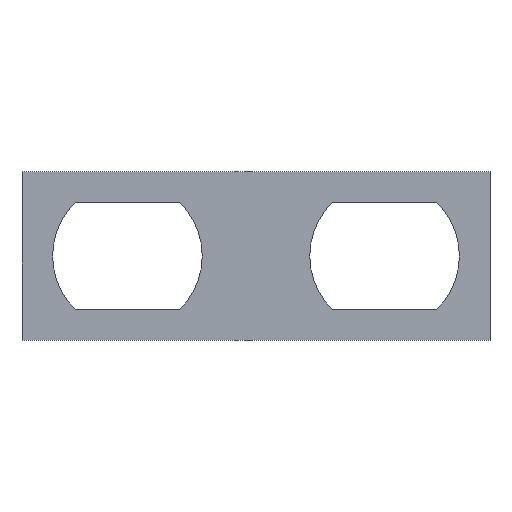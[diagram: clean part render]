
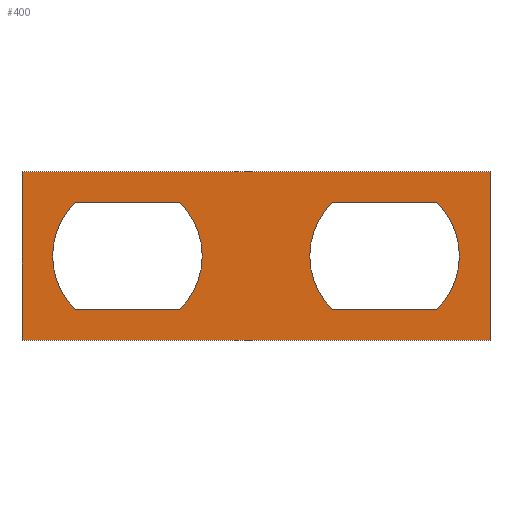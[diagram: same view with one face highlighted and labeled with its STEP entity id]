
A CAD part, top view. The second image highlights one B-rep face of the part: STEP entity #400.
In plain terms, the highlighted planar face has unit normal (0, 0, 1).
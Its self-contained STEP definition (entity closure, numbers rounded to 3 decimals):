
#189=AXIS2_PLACEMENT_3D('Circle Axis2P3D',#187,#188,$) ;
#282=AXIS2_PLACEMENT_3D('Circle Axis2P3D',#280,#281,$) ;
#352=AXIS2_PLACEMENT_3D('Plane Axis2P3D',#349,#350,#351) ;
#362=AXIS2_PLACEMENT_3D('Circle Axis2P3D',#360,#361,$) ;
#378=AXIS2_PLACEMENT_3D('Circle Axis2P3D',#376,#377,$) ;
#60=CARTESIAN_POINT('Vertex',(0.,0.,0.8)) ;
#74=CARTESIAN_POINT('Vertex',(11.1,0.,0.8)) ;
#77=CARTESIAN_POINT('Line Origine',(5.55,0.,0.8)) ;
#105=CARTESIAN_POINT('Vertex',(11.1,4.,0.8)) ;
#108=CARTESIAN_POINT('Line Origine',(11.1,2.,0.8)) ;
#136=CARTESIAN_POINT('Vertex',(0.,4.,0.8)) ;
#139=CARTESIAN_POINT('Line Origine',(5.55,4.,0.8)) ;
#161=CARTESIAN_POINT('Line Origine',(0.,2.,0.8)) ;
#182=CARTESIAN_POINT('Vertex',(1.265,3.275,0.8)) ;
#187=CARTESIAN_POINT('Axis2P3D Location',(2.5,2.,0.8)) ;
#191=CARTESIAN_POINT('Vertex',(1.265,0.725,0.8)) ;
#222=CARTESIAN_POINT('Vertex',(3.735,3.275,0.8)) ;
#227=CARTESIAN_POINT('Line Origine',(2.5,3.275,0.8)) ;
#249=CARTESIAN_POINT('Line Origine',(2.5,0.725,0.8)) ;
#253=CARTESIAN_POINT('Vertex',(3.735,0.725,0.8)) ;
#280=CARTESIAN_POINT('Axis2P3D Location',(2.5,2.,0.8)) ;
#349=CARTESIAN_POINT('Axis2P3D Location',(0.,0.,0.8)) ;
#360=CARTESIAN_POINT('Axis2P3D Location',(8.6,2.,0.8)) ;
#364=CARTESIAN_POINT('Vertex',(9.835,0.725,0.8)) ;
#366=CARTESIAN_POINT('Vertex',(9.835,3.275,0.8)) ;
#369=CARTESIAN_POINT('Line Origine',(8.6,0.725,0.8)) ;
#373=CARTESIAN_POINT('Vertex',(7.365,0.725,0.8)) ;
#376=CARTESIAN_POINT('Axis2P3D Location',(8.6,2.,0.8)) ;
#380=CARTESIAN_POINT('Vertex',(7.365,3.275,0.8)) ;
#383=CARTESIAN_POINT('Line Origine',(8.6,3.275,0.8)) ;
#78=DIRECTION('Vector Direction',(1.,0.,0.)) ;
#109=DIRECTION('Vector Direction',(0.,1.,0.)) ;
#140=DIRECTION('Vector Direction',(-1.,0.,0.)) ;
#162=DIRECTION('Vector Direction',(0.,-1.,0.)) ;
#188=DIRECTION('Axis2P3D Direction',(0.,0.,1.)) ;
#228=DIRECTION('Vector Direction',(1.,0.,0.)) ;
#250=DIRECTION('Vector Direction',(-1.,0.,0.)) ;
#281=DIRECTION('Axis2P3D Direction',(0.,0.,1.)) ;
#350=DIRECTION('Axis2P3D Direction',(0.,0.,1.)) ;
#351=DIRECTION('Axis2P3D XDirection',(1.,0.,0.)) ;
#361=DIRECTION('Axis2P3D Direction',(0.,0.,1.)) ;
#370=DIRECTION('Vector Direction',(-1.,0.,0.)) ;
#377=DIRECTION('Axis2P3D Direction',(0.,0.,1.)) ;
#384=DIRECTION('Vector Direction',(1.,0.,0.)) ;
#79=VECTOR('Line Direction',#78,1.) ;
#110=VECTOR('Line Direction',#109,1.) ;
#141=VECTOR('Line Direction',#140,1.) ;
#163=VECTOR('Line Direction',#162,1.) ;
#229=VECTOR('Line Direction',#228,1.) ;
#251=VECTOR('Line Direction',#250,1.) ;
#371=VECTOR('Line Direction',#370,1.) ;
#385=VECTOR('Line Direction',#384,1.) ;
#355=ORIENTED_EDGE('',*,*,#81,.T.) ;
#356=ORIENTED_EDGE('',*,*,#112,.T.) ;
#357=ORIENTED_EDGE('',*,*,#143,.T.) ;
#358=ORIENTED_EDGE('',*,*,#165,.T.) ;
#389=ORIENTED_EDGE('',*,*,#368,.F.) ;
#390=ORIENTED_EDGE('',*,*,#375,.F.) ;
#391=ORIENTED_EDGE('',*,*,#382,.F.) ;
#392=ORIENTED_EDGE('',*,*,#387,.F.) ;
#395=ORIENTED_EDGE('',*,*,#284,.F.) ;
#396=ORIENTED_EDGE('',*,*,#255,.F.) ;
#397=ORIENTED_EDGE('',*,*,#193,.F.) ;
#398=ORIENTED_EDGE('',*,*,#231,.F.) ;
#393=FACE_BOUND('',#388,.T.) ;
#399=FACE_BOUND('',#394,.T.) ;
#400=ADVANCED_FACE('K\X2\00F6\X0\rper.2',(#359,#393,#399),#353,.T.) ;
#190=CIRCLE('generated circle',#189,1.775) ;
#283=CIRCLE('generated circle',#282,1.775) ;
#363=CIRCLE('generated circle',#362,1.775) ;
#379=CIRCLE('generated circle',#378,1.775) ;
#81=EDGE_CURVE('',#61,#75,#80,.T.) ;
#112=EDGE_CURVE('',#75,#106,#111,.T.) ;
#143=EDGE_CURVE('',#106,#137,#142,.T.) ;
#165=EDGE_CURVE('',#137,#61,#164,.T.) ;
#193=EDGE_CURVE('',#183,#192,#190,.T.) ;
#231=EDGE_CURVE('',#223,#183,#230,.F.) ;
#255=EDGE_CURVE('',#192,#254,#252,.F.) ;
#284=EDGE_CURVE('',#254,#223,#283,.T.) ;
#368=EDGE_CURVE('',#365,#367,#363,.T.) ;
#375=EDGE_CURVE('',#374,#365,#372,.F.) ;
#382=EDGE_CURVE('',#381,#374,#379,.T.) ;
#387=EDGE_CURVE('',#367,#381,#386,.F.) ;
#354=EDGE_LOOP('',(#355,#356,#357,#358)) ;
#388=EDGE_LOOP('',(#389,#390,#391,#392)) ;
#394=EDGE_LOOP('',(#395,#396,#397,#398)) ;
#359=FACE_OUTER_BOUND('',#354,.T.) ;
#80=LINE('Line',#77,#79) ;
#111=LINE('Line',#108,#110) ;
#142=LINE('Line',#139,#141) ;
#164=LINE('Line',#161,#163) ;
#230=LINE('Line',#227,#229) ;
#252=LINE('Line',#249,#251) ;
#372=LINE('Line',#369,#371) ;
#386=LINE('Line',#383,#385) ;
#353=PLANE('',#352) ;
#61=VERTEX_POINT('',#60) ;
#75=VERTEX_POINT('',#74) ;
#106=VERTEX_POINT('',#105) ;
#137=VERTEX_POINT('',#136) ;
#183=VERTEX_POINT('',#182) ;
#192=VERTEX_POINT('',#191) ;
#223=VERTEX_POINT('',#222) ;
#254=VERTEX_POINT('',#253) ;
#365=VERTEX_POINT('',#364) ;
#367=VERTEX_POINT('',#366) ;
#374=VERTEX_POINT('',#373) ;
#381=VERTEX_POINT('',#380) ;
